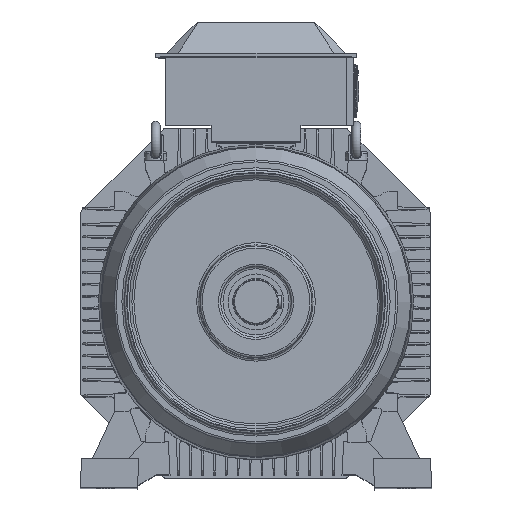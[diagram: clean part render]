
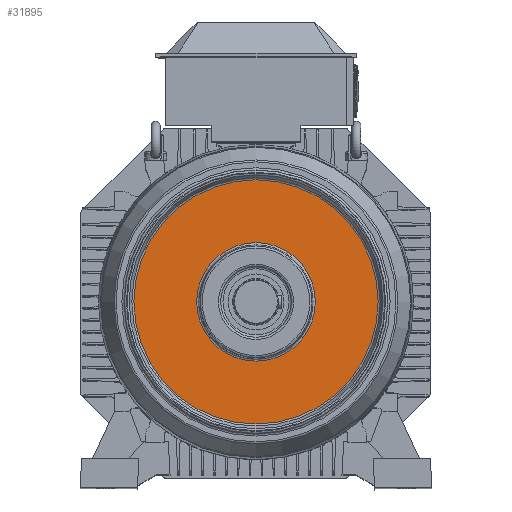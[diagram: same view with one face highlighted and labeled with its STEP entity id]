
A CAD part, top view. The second image highlights one B-rep face of the part: STEP entity #31895.
In plain terms, the highlighted planar face has unit normal (0, 0, 1).
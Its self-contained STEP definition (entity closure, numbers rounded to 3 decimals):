
#31864=CARTESIAN_POINT('',(0.,79.7,59.729));
#31865=VERTEX_POINT('',#31864);
#31866=CARTESIAN_POINT('',(0.,0.,59.729));
#31867=DIRECTION('',(0.,0.,1.));
#31868=DIRECTION('',(0.559,0.829,0.));
#31869=AXIS2_PLACEMENT_3D('',#31866,#31867,#31868);
#31870=CIRCLE('',#31869,79.7);
#31871=EDGE_CURVE('',#31865,#31865,#31870,.T.);
#31876=CARTESIAN_POINT('',(0.,-180.576,59.729));
#31877=DIRECTION('',(0.0,0.0,1.0));
#31878=DIRECTION('',(1.0,0.0,0.0));
#31879=AXIS2_PLACEMENT_3D('',#31876,#31877,#31878);
#31880=PLANE('',#31879);
#31881=CARTESIAN_POINT('',(0.,164.16,59.729));
#31882=VERTEX_POINT('',#31881);
#31883=CARTESIAN_POINT('',(0.,0.,59.729));
#31884=DIRECTION('',(0.0,0.0,1.0));
#31885=DIRECTION('',(0.559,0.829,0.0));
#31886=AXIS2_PLACEMENT_3D('',#31883,#31884,#31885);
#31887=CIRCLE('',#31886,164.16);
#31888=EDGE_CURVE('',#31882,#31882,#31887,.T.);
#31889=ORIENTED_EDGE('',*,*,#31888,.T.);
#31890=EDGE_LOOP('',(#31889));
#31891=FACE_OUTER_BOUND('',#31890,.T.);
#31892=ORIENTED_EDGE('',*,*,#31871,.F.);
#31893=EDGE_LOOP('',(#31892));
#31894=FACE_BOUND('',#31893,.T.);
#31895=ADVANCED_FACE('',(#31891,#31894),#31880,.T.);
